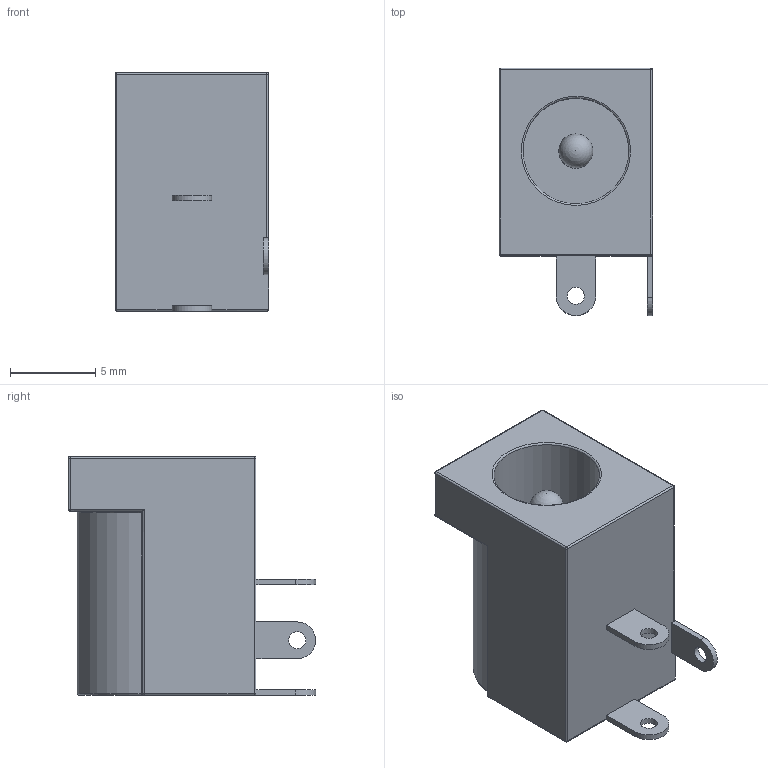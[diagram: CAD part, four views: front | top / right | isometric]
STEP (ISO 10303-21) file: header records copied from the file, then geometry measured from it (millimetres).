
FILE_DESCRIPTION(/* description */ (''),/* implementation_level */ '2;1');
FILE_NAME(/* name */ 'DC Jack v1.step',/* time_stamp */ '2019-03-10T21:51:16+00:00',/* author */ ('adamshortuk'),/* organization */ (''),/* preprocessor_version */ 'ST-DEVELOPER v17.2',/* originating_system */ 'Autodesk Translation Framework v7.6.0.251',/* authorisation */ '');
FILE_SCHEMA (('AUTOMOTIVE_DESIGN { 1 0 10303 214 3 1 1 }'));
Length unit declared in the file: millimetre
Products named in the file (1): DC Jack
Bounding box: 9.01 x 14.5 x 14.01 mm (x, y, z)
Volume: 881.1 mm3; surface area: 1072.4 mm2
Topology: 1 solids, 1 shells, 81 faces, 215 edges, 129 vertices
Faces by surface type: cylinder 36, plane 30, sphere 10, torus 5
Full cylindrical faces by diameter (mm): 1 x3, 2 x1, 6.2 x1
Entity records: 2548 total; most frequent: DIRECTION 456, CARTESIAN_POINT 438, ORIENTED_EDGE 410, EDGE_CURVE 205, AXIS2_PLACEMENT_3D 171, VERTEX_POINT 129, LINE 114, VECTOR 114
